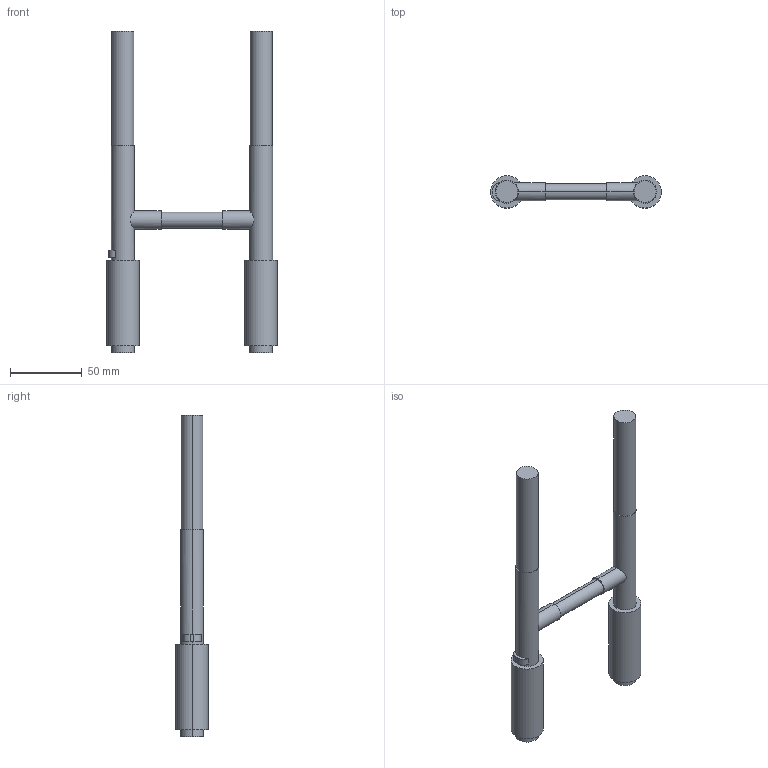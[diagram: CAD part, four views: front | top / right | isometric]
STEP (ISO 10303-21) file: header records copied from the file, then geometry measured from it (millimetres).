
FILE_DESCRIPTION (( 'STEP AP214' ), '1' );
FILE_NAME ('trombone_slide.STEP', '2021-01-17T19:13:21', ( '' ), ( '' ), 'SwSTEP 2.0', 'SolidWorks 2020', '' );
FILE_SCHEMA (( 'AUTOMOTIVE_DESIGN' ));
Length unit declared in the file: centimetre
Products named in the file (1): trombone_slide
Bounding box: 119.13 x 22.61 x 224.79 mm (x, y, z)
Volume: 121063.7 mm3; surface area: 29333.9 mm2
Topology: 1 solids, 1 shells, 41 faces, 89 edges, 58 vertices
Faces by surface type: cylinder 24, plane 17
Entity records: 1337 total; most frequent: CARTESIAN_POINT 361, DIRECTION 217, ORIENTED_EDGE 178, AXIS2_PLACEMENT_3D 90, EDGE_CURVE 89, VERTEX_POINT 58, EDGE_LOOP 49, CIRCLE 48
